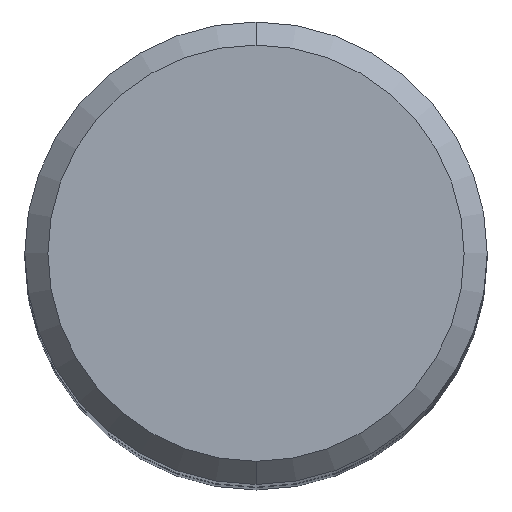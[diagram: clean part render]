
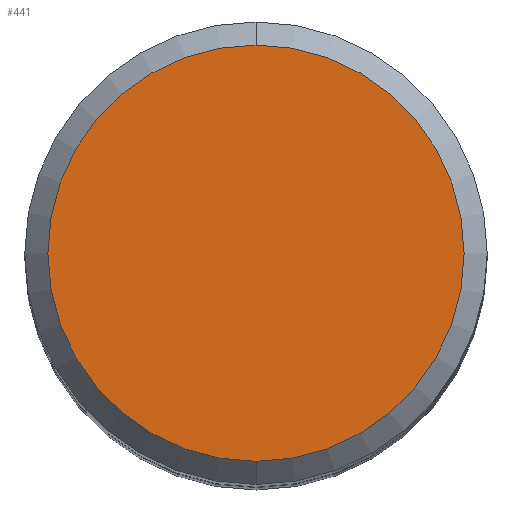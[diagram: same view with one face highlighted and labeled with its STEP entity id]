
A CAD part, top view. The second image highlights one B-rep face of the part: STEP entity #441.
In plain terms, the highlighted planar face has unit normal (0, 0, 1).
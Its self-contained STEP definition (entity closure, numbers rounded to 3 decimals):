
#181=VERTEX_POINT('',#480);
#249=EDGE_CURVE('',#377,#181,#556,.T.);
#339=EDGE_CURVE('',#181,#377,#660,.T.);
#377=VERTEX_POINT('',#701);
#441=ADVANCED_FACE('',(#768),#769,.T.);
#480=CARTESIAN_POINT('',(0.0,7.2,0.0));
#556=CIRCLE('',#946,7.2);
#660=CIRCLE('',#1190,7.2);
#701=CARTESIAN_POINT('',(0.,-7.2,0.0));
#768=FACE_OUTER_BOUND('',#1463,.T.);
#769=PLANE('',#1464);
#946=AXIS2_PLACEMENT_3D('',#1565,#1566,#1567);
#1190=AXIS2_PLACEMENT_3D('',#1712,#1713,#1714);
#1463=EDGE_LOOP('',(#1801,#1802));
#1464=AXIS2_PLACEMENT_3D('',#1803,#1804,#1805);
#1565=CARTESIAN_POINT('',(0.0,0.0,0.0));
#1566=DIRECTION('',(0.0,0.0,-1.0));
#1567=DIRECTION('',(0.0,1.0,0.0));
#1712=CARTESIAN_POINT('',(0.0,0.0,0.0));
#1713=DIRECTION('',(0.0,0.0,-1.0));
#1714=DIRECTION('',(0.0,1.0,0.0));
#1801=ORIENTED_EDGE('',*,*,#339,.F.);
#1802=ORIENTED_EDGE('',*,*,#249,.F.);
#1803=CARTESIAN_POINT('',(0.0,3.6,0.0));
#1804=DIRECTION('',(-0.0,0.0,1.0));
#1805=DIRECTION('',(0.0,-1.0,0.0));
